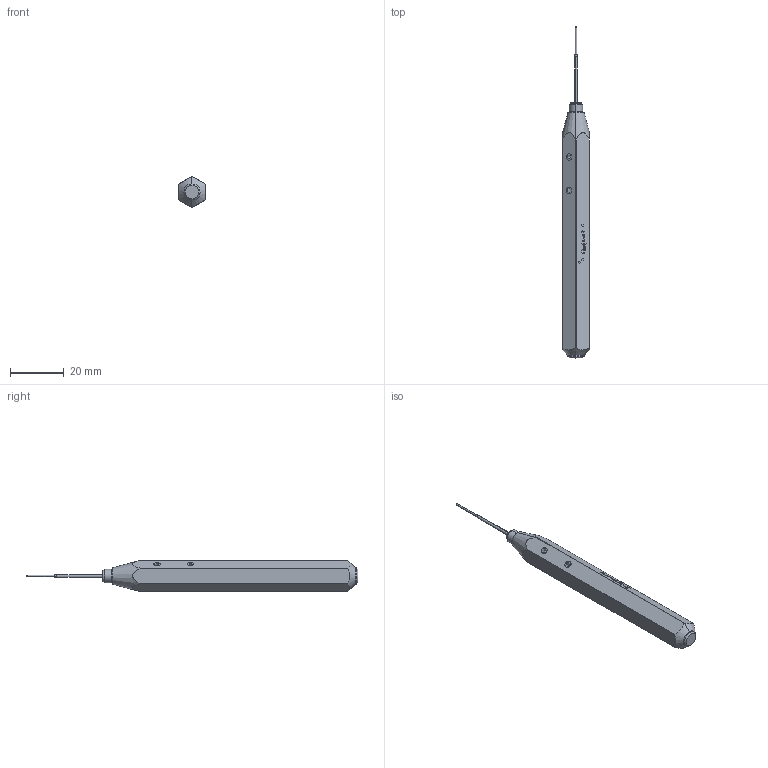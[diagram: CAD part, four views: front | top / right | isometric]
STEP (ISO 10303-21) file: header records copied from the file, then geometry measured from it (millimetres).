
FILE_DESCRIPTION (( 'STEP AP203' ), '1' );
FILE_NAME ('INGUN_SW-KS-040_G.STEP', '2022-05-19T07:41:42', ( 'ochi' ), ( '' ), 'SwSTEP 2.0', 'SolidWorks 2018', '' );
FILE_SCHEMA (( 'CONFIG_CONTROL_DESIGN' ));
Length unit declared in the file: millimetre
Products named in the file (1): INGUN_SW-KS-040_G
Bounding box: 10 x 123 x 11.5 mm (x, y, z)
Volume: 7554.6 mm3; surface area: 3299.5 mm2
Topology: 1 solids, 3 shells, 149 faces, 371 edges, 242 vertices
Faces by surface type: plane 75, cylinder 53, cone 20, bspline 1
Entity records: 4839 total; most frequent: CARTESIAN_POINT 1136, DIRECTION 763, ORIENTED_EDGE 742, EDGE_CURVE 371, AXIS2_PLACEMENT_3D 265, VERTEX_POINT 242, LINE 233, VECTOR 233
